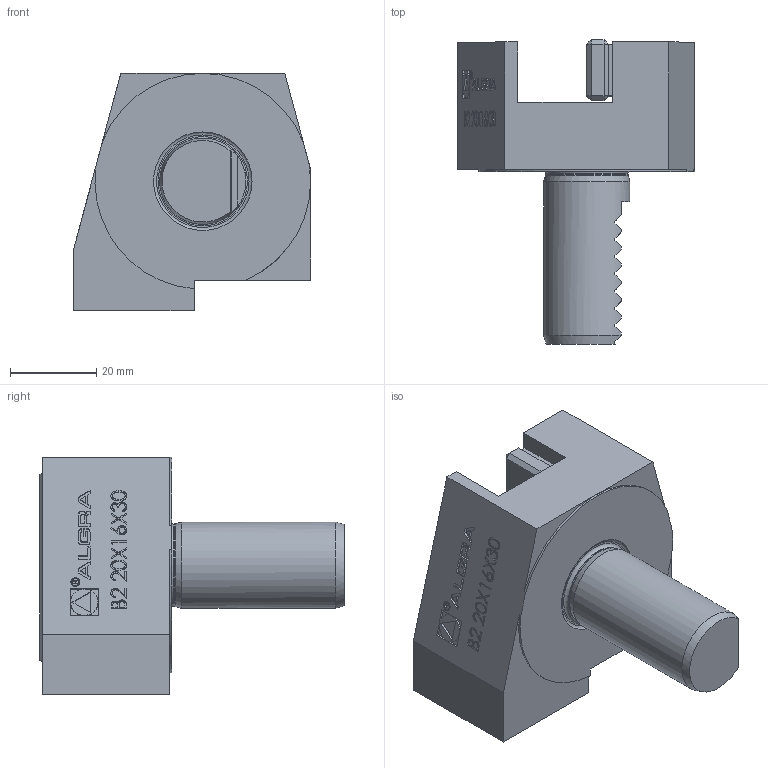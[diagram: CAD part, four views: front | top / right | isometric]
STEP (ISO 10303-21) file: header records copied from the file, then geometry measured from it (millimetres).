
FILE_DESCRIPTION (( 'STEP AP214' ), '1' );
FILE_NAME ('B220X16X30.STEP', '2025-07-24T11:50:21', ( '' ), ( '' ), 'SwSTEP 2.0', 'SolidWorks 2023', '' );
FILE_SCHEMA (( 'AUTOMOTIVE_DESIGN' ));
Length unit declared in the file: millimetre
Products named in the file (1): B220X16X30
Bounding box: 55 x 70.5 x 55 mm (x, y, z)
Volume: 74983 mm3; surface area: 15421.5 mm2
Topology: 1 solids, 1 shells, 346 faces, 898 edges, 587 vertices
Faces by surface type: plane 235, bspline 67, cylinder 39, torus 3, cone 2
Full cylindrical faces by diameter (mm): 1.7 x1, 2.1 x1, 6.366 x1, 19.1 x1, 20 x1
Entity records: 17176 total; most frequent: CARTESIAN_POINT 6611, ORIENTED_EDGE 1774, DIRECTION 1334, EDGE_CURVE 887, VECTOR 634, LINE 634, VERTEX_POINT 585, EDGE_LOOP 388
